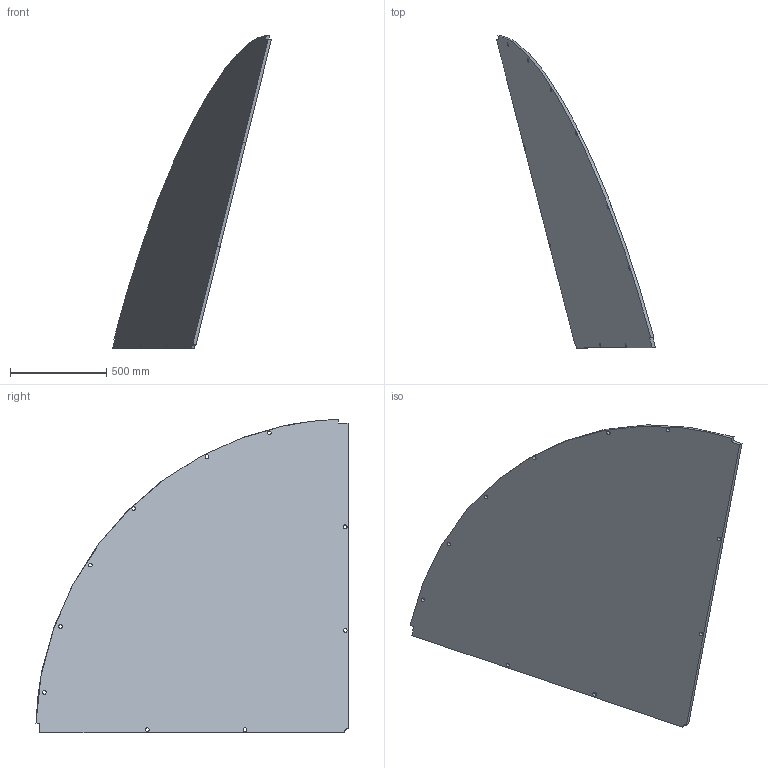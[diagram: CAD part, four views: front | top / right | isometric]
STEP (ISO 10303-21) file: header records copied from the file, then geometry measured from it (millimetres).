
FILE_DESCRIPTION(('CoCreate Modeling STEP Export'),'2;1');
FILE_NAME('s20.stp','2011-05-24T10:46:21',(''),(''),'CoCreate Modeling STEP processor for AP214 (Solid Model)','CoCreate Modeling 18.0P1120 20-Nov-2010 (C) Parametric Technology GmbH','');
FILE_SCHEMA(('AUTOMOTIVE_DESIGN { 1 0 10303 214 1 1 1 1 }'));
Length unit declared in the file: millimetre
Products named in the file (2): 404_BAFFLE_A.PRT
Assembly tree (1 placements, depth 2):
  404_BAFFLE_A.PRT
    404_BAFFLE_A.PRT
Bounding box: 823.65 x 1618.71 x 1626.95 mm (x, y, z)
Volume: 34983669.8 mm3; surface area: 4481573.9 mm2
Topology: 1 solids, 1 shells, 30 faces, 124 edges, 96 vertices
Faces by surface type: cylinder 22, plane 8
Entity records: 1877 total; most frequent: CARTESIAN_POINT 632, ORIENTED_EDGE 248, DIRECTION 132, EDGE_CURVE 124, VERTEX_POINT 96, B_SPLINE_CURVE_WITH_KNOTS 60, EDGE_LOOP 50, AXIS2_PLACEMENT_3D 46
